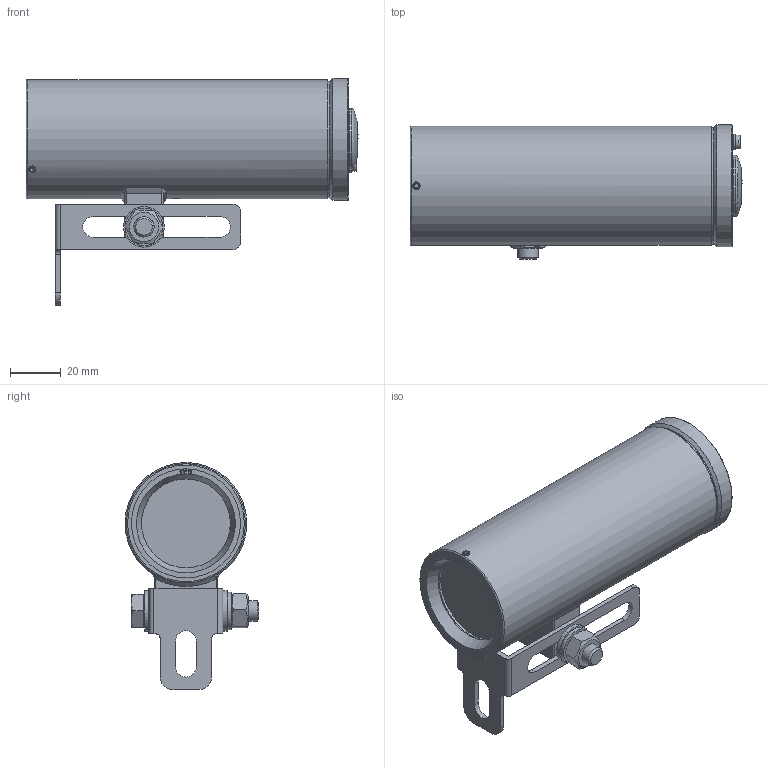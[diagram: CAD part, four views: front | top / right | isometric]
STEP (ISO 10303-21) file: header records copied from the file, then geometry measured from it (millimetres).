
FILE_DESCRIPTION(/* description */ (''),/* implementation_level */ '2;1');
FILE_NAME(/* name */ 'T07-VA0.1.K1.BOR_(Ex d enlosure).stp',/* time_stamp */ '2022-12-16T12:33:05+01:00',/* author */ ('Thiemo Gruber'),/* organization */ (''),/* preprocessor_version */ 'ST-DEVELOPER v19.2',/* originating_system */ 'Autodesk Inventor 2023',/* authorisation */ '');
FILE_SCHEMA (('AUTOMOTIVE_DESIGN { 1 0 10303 214 3 1 1 }'));
Products named in the file (24): T07-VA0.1.K1.BOR_(Ex d enlosure); T07_VA0.x.K1_bare_rev.00; T07_VA0.1.R_mit Nocke_rev.00; T07_VA0.1.R_mit Nocke_rev.00_1; T07_VA0.4.R_bare_(BAU)_rev.02; VA1.2.R_Nocke (M8)_rev.00; T07_VA0.x Gylon Dichtung_rev.00; Silikonpufferring_rev.03; T07_VA0.x.BOR_compound; Borosilikatglas DIN 7080-1_40x12; Silikonpassring_rev.01; T07_VA0.x.BOR_Passring_bare_rev.05; ISO 4762  - M3 x 10; DIN 913 - M3 x 3; DIN 84 - M3 x 4; DIN 128 - A3; DIN 433 - 3,2; Kunststoff Blind- und Schutzstopfen M20x1,5 für Gehäuse (nich
t-Ex) ; HINGE ATTACHEMENT SCH-VA1.2; ExCam Serie (VA1.x) - Scharnier_rev.03; DIN 933 - M8  x 45; ISO 4032 - M8; DIN 125 - A 8,4; DIN 128 - A8
Assembly tree (37 placements, depth 3):
  T07-VA0.1.K1.BOR_(Ex d enlosure)
    T07_VA0.x.K1_bare_rev.00
    T07_VA0.1.R_mit Nocke_rev.00
      T07_VA0.1.R_mit Nocke_rev.00_1
      T07_VA0.4.R_bare_(BAU)_rev.02
      VA1.2.R_Nocke (M8)_rev.00
    T07_VA0.x Gylon Dichtung_rev.00
    Silikonpufferring_rev.03
    T07_VA0.x.BOR_compound
    Borosilikatglas DIN 7080-1_40x12
    Silikonpassring_rev.01
    T07_VA0.x.BOR_Passring_bare_rev.05
    ISO 4762  - M3 x 10  x6
    DIN 128 - A3  x7
    DIN 913 - M3 x 3  x3
    DIN 84 - M3 x 4
    DIN 433 - 3,2
    Kunststoff Blind- und Schutzstopfen M20x1,5 für Gehäuse (nich
t-Ex) 
    HINGE ATTACHEMENT SCH-VA1.2
      ExCam Serie (VA1.x) - Scharnier_rev.03
      DIN 933 - M8  x 45
      ISO 4032 - M8
      DIN 125 - A 8,4  x2
      DIN 128 - A8
Bounding box: 130.86 x 52.8 x 89.5 mm (x, y, z)
Volume: 92789 mm3; surface area: 72940.4 mm2
Topology: 35 solids, 35 shells, 1330 faces, 3336 edges, 2099 vertices
Faces by surface type: bspline 509, plane 409, cylinder 212, cone 118, torus 70, sphere 12
Full cylindrical faces by diameter (mm): 2.459 x15, 2.5 x6, 2.729 x1, 2.8 x3, 3 x10, 3.2 x1, 3.4 x6, 5.5 x6, 6 x1, 6.5 x6, 6.647 x1, 7.323 x1, 8 x1, 8.1 x1, 8.4 x2, 11.4 x1, 15 x1, 16 x2, 18.376 x1, 19.85 x1, 24.12 x1, 32 x1, 35 x5, 35.5 x1, 36 x1, 40 x2, 42.5 x1, 43 x5, 46 x1, 47 x1
Entity records: 45702 total; most frequent: CARTESIAN_POINT 19768, ORIENTED_EDGE 5814, DIRECTION 3947, EDGE_CURVE 2907, VERTEX_POINT 1841, AXIS2_PLACEMENT_3D 1468, EDGE_LOOP 1286, FACE_OUTER_BOUND 1167
